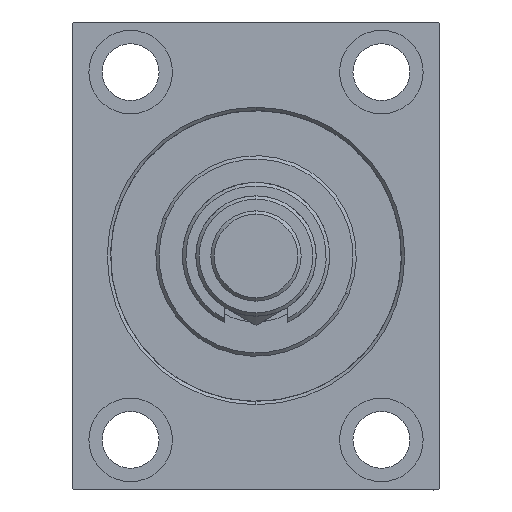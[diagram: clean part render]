
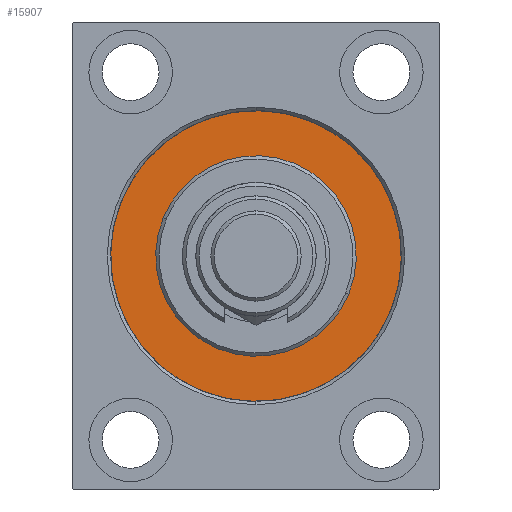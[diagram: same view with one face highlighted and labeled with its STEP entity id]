
A CAD part, left-side view. The second image highlights one B-rep face of the part: STEP entity #15907.
In plain terms, the highlighted face is planar.
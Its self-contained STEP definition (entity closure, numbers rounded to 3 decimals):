
#2887 = DIRECTION ( 'NONE',  ( 1., 0., 0. ) ) ;
#3596 = VERTEX_POINT ( 'NONE', #35663 ) ;
#4266 = DIRECTION ( 'NONE',  ( -1., 0., 0. ) ) ;
#4440 = AXIS2_PLACEMENT_3D ( 'NONE', #6389, #39549, #24848 ) ;
#6389 = CARTESIAN_POINT ( 'NONE',  ( 0., 0., 0. ) ) ;
#6453 = DIRECTION ( 'NONE',  ( 0., 0., -1. ) ) ;
#8252 = AXIS2_PLACEMENT_3D ( 'NONE', #24454, #2887, #6453 ) ;
#8856 = EDGE_LOOP ( 'NONE', ( #45532, #12376 ) ) ;
#9398 = EDGE_CURVE ( 'NONE', #44632, #40505, #34739, .T. ) ;
#10292 = CARTESIAN_POINT ( 'NONE',  ( 0., 0., 43.5 ) ) ;
#11265 = CIRCLE ( 'NONE', #4440, 43.5 ) ;
#12376 = ORIENTED_EDGE ( 'NONE', *, *, #39532, .F. ) ;
#14256 = EDGE_CURVE ( 'NONE', #3596, #30742, #23440, .T. ) ;
#15157 = DIRECTION ( 'NONE',  ( 0., 0., 1. ) ) ;
#15907 = ADVANCED_FACE ( 'NONE', ( #36732, #36494 ), #30796, .F. ) ;
#17744 = ORIENTED_EDGE ( 'NONE', *, *, #9398, .F. ) ;
#18487 = CARTESIAN_POINT ( 'NONE',  ( 0., 0., 0. ) ) ;
#18562 = CARTESIAN_POINT ( 'NONE',  ( 0., 0., 0. ) ) ;
#21017 = CARTESIAN_POINT ( 'NONE',  ( 0., 0., -30. ) ) ;
#22232 = CARTESIAN_POINT ( 'NONE',  ( 0., 0., 0. ) ) ;
#23440 = CIRCLE ( 'NONE', #26443, 43.5 ) ;
#24454 = CARTESIAN_POINT ( 'NONE',  ( 0., 0., 0. ) ) ;
#24848 = DIRECTION ( 'NONE',  ( 0., 0., 1. ) ) ;
#25433 = DIRECTION ( 'NONE',  ( 1., 0., 0. ) ) ;
#25546 = ORIENTED_EDGE ( 'NONE', *, *, #39800, .F. ) ;
#26443 = AXIS2_PLACEMENT_3D ( 'NONE', #22232, #29817, #44280 ) ;
#29817 = DIRECTION ( 'NONE',  ( -1., 0., 0. ) ) ;
#30742 = VERTEX_POINT ( 'NONE', #10292 ) ;
#30796 = PLANE ( 'NONE',  #33286 ) ;
#30981 = EDGE_LOOP ( 'NONE', ( #17744, #25546 ) ) ;
#32550 = DIRECTION ( 'NONE',  ( 0., 0., -1. ) ) ;
#33286 = AXIS2_PLACEMENT_3D ( 'NONE', #18487, #4266, #15157 ) ;
#34699 = AXIS2_PLACEMENT_3D ( 'NONE', #18562, #25433, #32550 ) ;
#34739 = CIRCLE ( 'NONE', #8252, 30. ) ;
#35663 = CARTESIAN_POINT ( 'NONE',  ( 0., 0., -43.5 ) ) ;
#35776 = CARTESIAN_POINT ( 'NONE',  ( 0., 0., 30. ) ) ;
#36494 = FACE_OUTER_BOUND ( 'NONE', #8856, .T. ) ;
#36732 = FACE_BOUND ( 'NONE', #30981, .T. ) ;
#39532 = EDGE_CURVE ( 'NONE', #30742, #3596, #11265, .T. ) ;
#39549 = DIRECTION ( 'NONE',  ( -1., 0., 0. ) ) ;
#39800 = EDGE_CURVE ( 'NONE', #40505, #44632, #43045, .T. ) ;
#40505 = VERTEX_POINT ( 'NONE', #21017 ) ;
#43045 = CIRCLE ( 'NONE', #34699, 30. ) ;
#44280 = DIRECTION ( 'NONE',  ( 0., 0., 1. ) ) ;
#44632 = VERTEX_POINT ( 'NONE', #35776 ) ;
#45532 = ORIENTED_EDGE ( 'NONE', *, *, #14256, .F. ) ;
